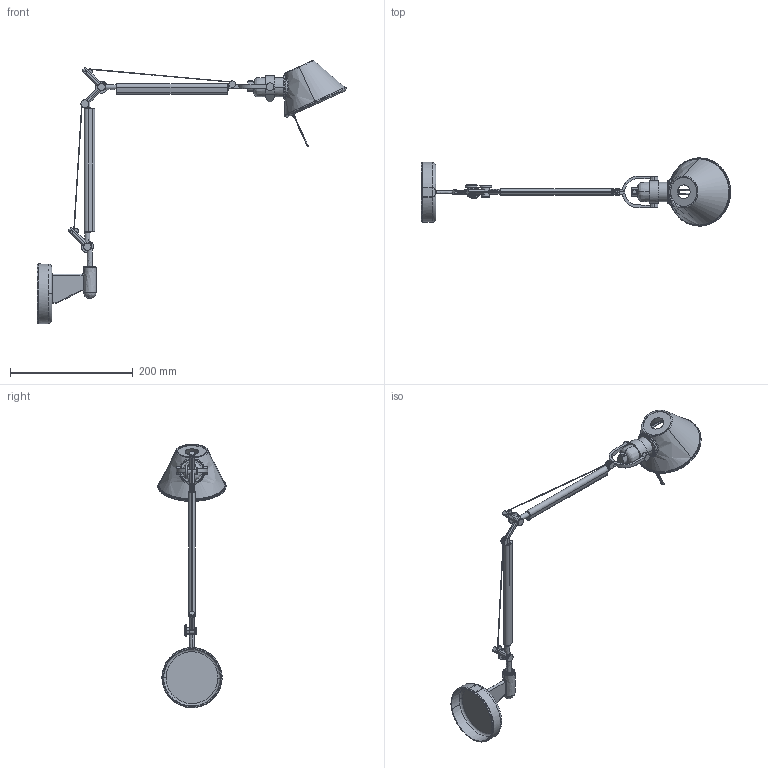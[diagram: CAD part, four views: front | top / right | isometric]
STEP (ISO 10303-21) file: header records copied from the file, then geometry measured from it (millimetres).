
FILE_DESCRIPTION(/* description */ (''),/* implementation_level */ '2;1');
FILE_NAME(/* name */ 'Tolomeo Micro Wall',/* time_stamp */ '2018-01-18T12:32:45+01:00',/* author */ (''),/* organization */ (''),/* preprocessor_version */ 'ST-DEVELOPER v10',/* originating_system */ '',/* authorisation */ '');
FILE_SCHEMA (('AUTOMOTIVE_DESIGN'));
Length unit declared in the file: millimetre
Products named in the file (1): 1
Bounding box: 503.55 x 111.19 x 429.07 mm (x, y, z)
Volume: 85731.9 mm3; surface area: 104282.3 mm2
Topology: 26 solids, 49 shells, 487 faces, 1222 edges, 803 vertices
Faces by surface type: plane 269, bspline 218
Entity records: 16400 total; most frequent: CARTESIAN_POINT 8656, ORIENTED_EDGE 2219, EDGE_CURVE 1216, VERTEX_POINT 803, B_SPLINE_CURVE_WITH_KNOTS 665, EDGE_LOOP 499, ADVANCED_FACE 487, FACE_OUTER_BOUND 487
